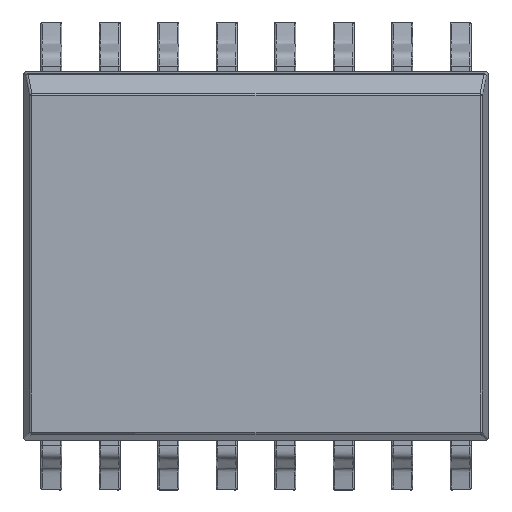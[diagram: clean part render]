
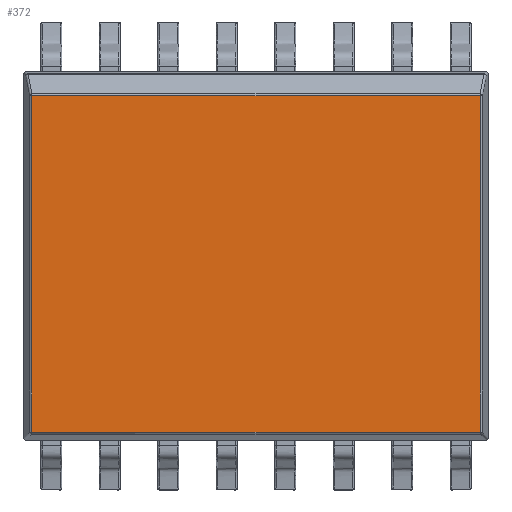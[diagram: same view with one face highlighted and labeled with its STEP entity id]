
A CAD part, top view. The second image highlights one B-rep face of the part: STEP entity #372.
In plain terms, the highlighted planar face has unit normal (0, 0, 1).
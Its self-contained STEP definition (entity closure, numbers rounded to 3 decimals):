
#372=ADVANCED_FACE('',(#1078),#19449,.T.);
#1078=FACE_OUTER_BOUND('',#1784,.T.);
#1784=EDGE_LOOP('',(#2529,#2530,#2531,#2532));
#2529=ORIENTED_EDGE('',*,*,#13333,.T.);
#2530=ORIENTED_EDGE('',*,*,#13334,.T.);
#2531=ORIENTED_EDGE('',*,*,#13335,.T.);
#2532=ORIENTED_EDGE('',*,*,#13336,.T.);
#6198=PCURVE('',#19449,#9052);
#6199=PCURVE('',#19449,#9053);
#6200=PCURVE('',#19449,#9054);
#6201=PCURVE('',#19449,#9055);
#6252=PCURVE('',#18950,#9106);
#6288=PCURVE('',#18959,#9142);
#6308=PCURVE('',#18964,#9162);
#6338=PCURVE('',#18971,#9192);
#9052=DEFINITIONAL_REPRESENTATION('',(#14791),#50392);
#9053=DEFINITIONAL_REPRESENTATION('',(#14793),#50392);
#9054=DEFINITIONAL_REPRESENTATION('',(#14795),#50392);
#9055=DEFINITIONAL_REPRESENTATION('',(#14797),#50392);
#9106=DEFINITIONAL_REPRESENTATION('',(#14856),#50392);
#9142=DEFINITIONAL_REPRESENTATION('',(#14892),#50392);
#9162=DEFINITIONAL_REPRESENTATION('',(#14912),#50392);
#9192=DEFINITIONAL_REPRESENTATION('',(#14942),#50392);
#11906=SURFACE_CURVE('',#14790,(#6198,#6338),.PCURVE_S1.);
#11907=SURFACE_CURVE('',#14792,(#6199,#6308),.PCURVE_S1.);
#11908=SURFACE_CURVE('',#14794,(#6200,#6288),.PCURVE_S1.);
#11909=SURFACE_CURVE('',#14796,(#6201,#6252),.PCURVE_S1.);
#13333=EDGE_CURVE('',#18226,#18227,#11906,.T.);
#13334=EDGE_CURVE('',#18227,#18228,#11907,.T.);
#13335=EDGE_CURVE('',#18228,#18229,#11908,.T.);
#13336=EDGE_CURVE('',#18229,#18226,#11909,.T.);
#14790=B_SPLINE_CURVE_WITH_KNOTS('',1,(#20324,#20325),.UNSPECIFIED.,.F.,
 .F.,(2,2),(0.022,7.326),.UNSPECIFIED.);
#14791=B_SPLINE_CURVE_WITH_KNOTS('',3,(#20326,#20327,#20328,#20329),
 .UNSPECIFIED.,.F.,.F.,(4,4),(0.022,7.326),
 .UNSPECIFIED.);
#14792=B_SPLINE_CURVE_WITH_KNOTS('',1,(#20330,#20331),.UNSPECIFIED.,.F.,
 .F.,(2,2),(-9.774,-0.042),.UNSPECIFIED.);
#14793=B_SPLINE_CURVE_WITH_KNOTS('',3,(#20332,#20333,#20334,#20335),
 .UNSPECIFIED.,.F.,.F.,(4,4),(-9.774,-0.042),
 .UNSPECIFIED.);
#14794=B_SPLINE_CURVE_WITH_KNOTS('',1,(#20336,#20337),.UNSPECIFIED.,.F.,
 .F.,(2,2),(-7.326,-0.022),.UNSPECIFIED.);
#14795=B_SPLINE_CURVE_WITH_KNOTS('',3,(#20338,#20339,#20340,#20341),
 .UNSPECIFIED.,.F.,.F.,(4,4),(-7.326,-0.022),
 .UNSPECIFIED.);
#14796=B_SPLINE_CURVE_WITH_KNOTS('',1,(#20342,#20343),.UNSPECIFIED.,.F.,
 .F.,(2,2),(-9.774,-0.042),.UNSPECIFIED.);
#14797=B_SPLINE_CURVE_WITH_KNOTS('',3,(#20344,#20345,#20346,#20347),
 .UNSPECIFIED.,.F.,.F.,(4,4),(-9.774,-0.042),
 .UNSPECIFIED.);
#14856=B_SPLINE_CURVE_WITH_KNOTS('',1,(#20557,#20558),.UNSPECIFIED.,.F.,
 .F.,(2,2),(-9.774,-0.042),.UNSPECIFIED.);
#14892=B_SPLINE_CURVE_WITH_KNOTS('',1,(#20683,#20684),.UNSPECIFIED.,.F.,
 .F.,(2,2),(-7.326,-0.022),.UNSPECIFIED.);
#14912=B_SPLINE_CURVE_WITH_KNOTS('',1,(#20753,#20754),.UNSPECIFIED.,.F.,
 .F.,(2,2),(-9.774,-0.042),.UNSPECIFIED.);
#14942=B_SPLINE_CURVE_WITH_KNOTS('',1,(#20858,#20859),.UNSPECIFIED.,.F.,
 .F.,(2,2),(0.022,7.326),.UNSPECIFIED.);
#18226=VERTEX_POINT('',#20037);
#18227=VERTEX_POINT('',#20038);
#18228=VERTEX_POINT('',#20039);
#18229=VERTEX_POINT('',#20040);
#18950=(
BOUNDED_SURFACE()
B_SPLINE_SURFACE(2,1,((#19692,#19693),(#19694,#19695),(#19696,#19697)),
 .UNSPECIFIED.,.F.,.F.,.F.)
B_SPLINE_SURFACE_WITH_KNOTS((3,3),(2,2),(0.,0.042),(-1.01,
10.826),.UNSPECIFIED.)
GEOMETRIC_REPRESENTATION_ITEM()
RATIONAL_B_SPLINE_SURFACE(((1.,1.),(0.915,0.915),
(1.,1.)))
REPRESENTATION_ITEM('')
SURFACE()
);
#18959=(
BOUNDED_SURFACE()
B_SPLINE_SURFACE(2,1,((#19746,#19747),(#19748,#19749),(#19750,#19751)),
 .UNSPECIFIED.,.F.,.F.,.F.)
B_SPLINE_SURFACE_WITH_KNOTS((3,3),(2,2),(0.,0.07),(-1.01,
8.378),.UNSPECIFIED.)
GEOMETRIC_REPRESENTATION_ITEM()
RATIONAL_B_SPLINE_SURFACE(((1.,1.),(0.766,0.766),
(1.,1.)))
REPRESENTATION_ITEM('')
SURFACE()
);
#18964=(
BOUNDED_SURFACE()
B_SPLINE_SURFACE(2,1,((#19776,#19777),(#19778,#19779),(#19780,#19781)),
 .UNSPECIFIED.,.F.,.F.,.F.)
B_SPLINE_SURFACE_WITH_KNOTS((3,3),(2,2),(0.,0.07),(-1.01,
10.826),.UNSPECIFIED.)
GEOMETRIC_REPRESENTATION_ITEM()
RATIONAL_B_SPLINE_SURFACE(((1.,1.),(0.766,0.766),
(1.,1.)))
REPRESENTATION_ITEM('')
SURFACE()
);
#18971=(
BOUNDED_SURFACE()
B_SPLINE_SURFACE(2,1,((#19818,#19819),(#19820,#19821),(#19822,#19823)),
 .UNSPECIFIED.,.F.,.F.,.F.)
B_SPLINE_SURFACE_WITH_KNOTS((3,3),(2,2),(0.,0.07),(-1.01,
8.378),.UNSPECIFIED.)
GEOMETRIC_REPRESENTATION_ITEM()
RATIONAL_B_SPLINE_SURFACE(((1.,1.),(0.766,0.766),
(1.,1.)))
REPRESENTATION_ITEM('')
SURFACE()
);
#19449=PLANE('',#19522);
#19522=AXIS2_PLACEMENT_3D('',#19634,#19578,$);
#19578=DIRECTION('',(0.,0.,1.));
#19634=CARTESIAN_POINT('',(-5.006,-3.941,2.));
#19692=CARTESIAN_POINT('',(-5.918,3.515,1.984));
#19693=CARTESIAN_POINT('',(5.918,3.515,1.984));
#19694=CARTESIAN_POINT('',(-5.918,3.5,2.));
#19695=CARTESIAN_POINT('',(5.918,3.5,2.));
#19696=CARTESIAN_POINT('',(-5.918,3.478,2.));
#19697=CARTESIAN_POINT('',(5.918,3.478,2.));
#19746=CARTESIAN_POINT('',(4.915,4.51,1.959));
#19747=CARTESIAN_POINT('',(4.915,-4.878,1.959));
#19748=CARTESIAN_POINT('',(4.908,4.51,2.));
#19749=CARTESIAN_POINT('',(4.908,-4.878,2.));
#19750=CARTESIAN_POINT('',(4.866,4.51,2.));
#19751=CARTESIAN_POINT('',(4.866,-4.878,2.));
#19776=CARTESIAN_POINT('',(5.918,-3.875,1.959));
#19777=CARTESIAN_POINT('',(-5.918,-3.875,1.959));
#19778=CARTESIAN_POINT('',(5.918,-3.868,2.));
#19779=CARTESIAN_POINT('',(-5.918,-3.868,2.));
#19780=CARTESIAN_POINT('',(5.918,-3.826,2.));
#19781=CARTESIAN_POINT('',(-5.918,-3.826,2.));
#19818=CARTESIAN_POINT('',(-4.866,4.51,2.));
#19819=CARTESIAN_POINT('',(-4.866,-4.878,2.));
#19820=CARTESIAN_POINT('',(-4.908,4.51,2.));
#19821=CARTESIAN_POINT('',(-4.908,-4.878,2.));
#19822=CARTESIAN_POINT('',(-4.915,4.51,1.959));
#19823=CARTESIAN_POINT('',(-4.915,-4.878,1.959));
#20037=CARTESIAN_POINT('',(-4.866,3.478,2.));
#20038=CARTESIAN_POINT('',(-4.866,-3.826,2.));
#20039=CARTESIAN_POINT('',(4.866,-3.826,2.));
#20040=CARTESIAN_POINT('',(4.866,3.478,2.));
#20324=CARTESIAN_POINT('',(-4.866,3.478,2.));
#20325=CARTESIAN_POINT('',(-4.866,-3.826,2.));
#20326=CARTESIAN_POINT('',(0.042,5.478));
#20327=CARTESIAN_POINT('',(0.042,3.043));
#20328=CARTESIAN_POINT('',(0.042,0.609));
#20329=CARTESIAN_POINT('',(0.042,-1.826));
#20330=CARTESIAN_POINT('',(-4.866,-3.826,2.));
#20331=CARTESIAN_POINT('',(4.866,-3.826,2.));
#20332=CARTESIAN_POINT('',(0.042,-1.826));
#20333=CARTESIAN_POINT('',(3.286,-1.826));
#20334=CARTESIAN_POINT('',(6.53,-1.826));
#20335=CARTESIAN_POINT('',(9.774,-1.826));
#20336=CARTESIAN_POINT('',(4.866,-3.826,2.));
#20337=CARTESIAN_POINT('',(4.866,3.478,2.));
#20338=CARTESIAN_POINT('',(9.774,-1.826));
#20339=CARTESIAN_POINT('',(9.774,0.609));
#20340=CARTESIAN_POINT('',(9.774,3.043));
#20341=CARTESIAN_POINT('',(9.774,5.478));
#20342=CARTESIAN_POINT('',(4.866,3.478,2.));
#20343=CARTESIAN_POINT('',(-4.866,3.478,2.));
#20344=CARTESIAN_POINT('',(9.774,5.478));
#20345=CARTESIAN_POINT('',(6.53,5.478));
#20346=CARTESIAN_POINT('',(3.286,5.478));
#20347=CARTESIAN_POINT('',(0.042,5.478));
#20557=CARTESIAN_POINT('',(0.042,9.774));
#20558=CARTESIAN_POINT('',(0.042,0.042));
#20683=CARTESIAN_POINT('',(0.07,7.326));
#20684=CARTESIAN_POINT('',(0.07,0.022));
#20753=CARTESIAN_POINT('',(0.07,9.774));
#20754=CARTESIAN_POINT('',(0.07,0.042));
#20858=CARTESIAN_POINT('',(0.,0.022));
#20859=CARTESIAN_POINT('',(0.,7.326));
#50392=(
GEOMETRIC_REPRESENTATION_CONTEXT(2)
PARAMETRIC_REPRESENTATION_CONTEXT()
REPRESENTATION_CONTEXT('pspace','')
);
